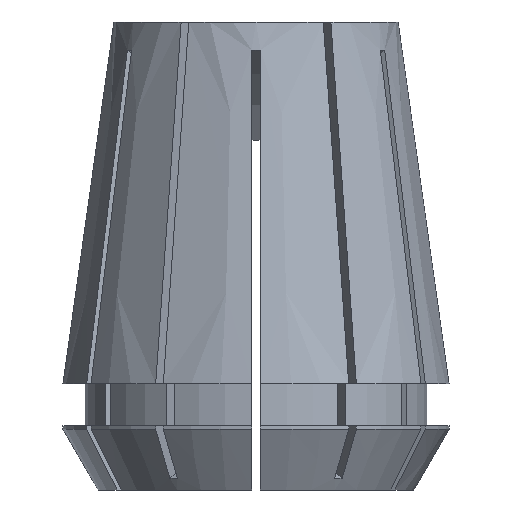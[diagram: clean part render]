
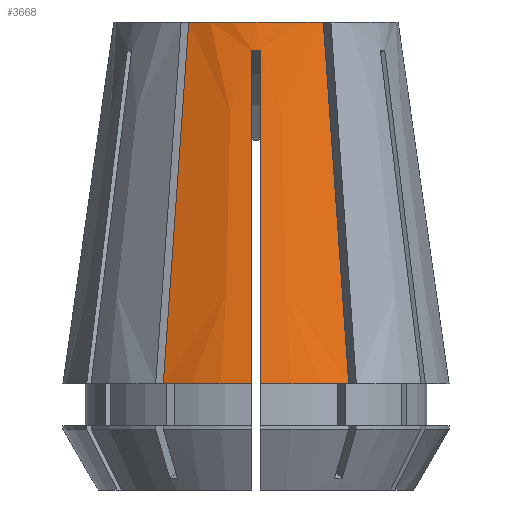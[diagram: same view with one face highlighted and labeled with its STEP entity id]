
A CAD part, front view. The second image highlights one B-rep face of the part: STEP entity #3668.
In plain terms, the highlighted conical face has half-angle 8 degrees and reference radius 16.5 mm.
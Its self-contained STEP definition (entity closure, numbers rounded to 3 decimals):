
#3 = CARTESIAN_POINT ( 'NONE',  ( -0.375, -13.825, -11.902 ) ) ;
#5 = VERTEX_POINT ( 'NONE', #2266 ) ;
#20 = CARTESIAN_POINT ( 'NONE',  ( 7.466, -13.681, -24.391 ) ) ;
#29 = ORIENTED_EDGE ( 'NONE', *, *, #2384, .T. ) ;
#116 = CARTESIAN_POINT ( 'NONE',  ( -6.742, -12.427, -14.091 ) ) ;
#156 = CIRCLE ( 'NONE', #3861, 12.158 ) ;
#219 = CARTESIAN_POINT ( 'NONE',  ( 5.751, -10.711, 0. ) ) ;
#221 = ORIENTED_EDGE ( 'NONE', *, *, #2103, .T. ) ;
#338 = CARTESIAN_POINT ( 'NONE',  ( 7.923, -14.474, -30.9 ) ) ;
#364 = AXIS2_PLACEMENT_3D ( 'NONE', #3315, #1478, #3627 ) ;
#390 = DIRECTION ( 'NONE',  ( 0., 0., -1. ) ) ;
#437 = CARTESIAN_POINT ( 'NONE',  ( -7.466, -13.681, -24.391 ) ) ;
#499 = VERTEX_POINT ( 'NONE', #3918 ) ;
#606 = CARTESIAN_POINT ( 'NONE',  ( 0.375, -16.496, -30.9 ) ) ;
#628 = CARTESIAN_POINT ( 'NONE',  ( 0.375, -15.161, -21.401 ) ) ;
#637 = VERTEX_POINT ( 'NONE', #3833 ) ;
#742 = CARTESIAN_POINT ( 'NONE',  ( -7.923, -14.474, -30.9 ) ) ;
#852 = ORIENTED_EDGE ( 'NONE', *, *, #2405, .F. ) ;
#858 = CARTESIAN_POINT ( 'NONE',  ( 0.375, -13.825, -11.902 ) ) ;
#885 = CARTESIAN_POINT ( 'NONE',  ( 0.375, -12.49, -2.403 ) ) ;
#892 = CARTESIAN_POINT ( 'NONE',  ( 0.375, -12.49, -2.403 ) ) ;
#933 = CARTESIAN_POINT ( 'NONE',  ( 6.246, -11.569, -7.045 ) ) ;
#984 = CIRCLE ( 'NONE', #2794, 16.5 ) ;
#1116 = ORIENTED_EDGE ( 'NONE', *, *, #2726, .F. ) ;
#1195 = CARTESIAN_POINT ( 'NONE',  ( 7.923, -14.474, -30.9 ) ) ;
#1199 = CARTESIAN_POINT ( 'NONE',  ( -5.751, -10.711, 0. ) ) ;
#1204 = VERTEX_POINT ( 'NONE', #219 ) ;
#1314 = CARTESIAN_POINT ( 'NONE',  ( 0.375, -16.496, -30.9 ) ) ;
#1414 = CARTESIAN_POINT ( 'NONE',  ( 0., 0., -30.9 ) ) ;
#1478 = DIRECTION ( 'NONE',  ( 0., 0., 1. ) ) ;
#1602 = CIRCLE ( 'NONE', #364, 16.5 ) ;
#1640 = CARTESIAN_POINT ( 'NONE',  ( -6.246, -11.569, -7.045 ) ) ;
#1646 = ORIENTED_EDGE ( 'NONE', *, *, #2014, .F. ) ;
#1651 = EDGE_LOOP ( 'NONE', ( #852, #1116, #3518, #1689, #29, #221, #1646, #2989 ) ) ;
#1689 = ORIENTED_EDGE ( 'NONE', *, *, #2164, .T. ) ;
#1730 = DIRECTION ( 'NONE',  ( 1., 0., 0. ) ) ;
#1800 = DIRECTION ( 'NONE',  ( 0., 0., 1. ) ) ;
#1831 = CARTESIAN_POINT ( 'NONE',  ( -0.125, -12.497, -2.399 ) ) ;
#1856 = CARTESIAN_POINT ( 'NONE',  ( 7.237, -13.285, -21.136 ) ) ;
#1969 = B_SPLINE_CURVE_WITH_KNOTS ( 'NONE', 3,
 ( #2118, #3667, #3, #2128 ),
 .UNSPECIFIED., .F., .F.,
 ( 4, 4 ),
 ( 0.024, 0.052 ),
 .UNSPECIFIED. ) ;
#2014 = EDGE_CURVE ( 'NONE', #2446, #2334, #3860, .T. ) ;
#2103 = EDGE_CURVE ( 'NONE', #637, #2334, #3220, .T. ) ;
#2118 = CARTESIAN_POINT ( 'NONE',  ( -0.375, -16.496, -30.9 ) ) ;
#2126 = CARTESIAN_POINT ( 'NONE',  ( -0.375, -12.49, -2.403 ) ) ;
#2128 = CARTESIAN_POINT ( 'NONE',  ( -0.375, -12.49, -2.403 ) ) ;
#2158 = CARTESIAN_POINT ( 'NONE',  ( 7.695, -14.077, -27.645 ) ) ;
#2164 = EDGE_CURVE ( 'NONE', #499, #5, #984, .T. ) ;
#2251 = CARTESIAN_POINT ( 'NONE',  ( -7.237, -13.285, -21.136 ) ) ;
#2255 = EDGE_CURVE ( 'NONE', #2446, #3445, #1602, .T. ) ;
#2266 = CARTESIAN_POINT ( 'NONE',  ( -0.375, -16.496, -30.9 ) ) ;
#2292 = AXIS2_PLACEMENT_3D ( 'NONE', #2519, #390, #3754 ) ;
#2318 = VERTEX_POINT ( 'NONE', #1199 ) ;
#2334 = VERTEX_POINT ( 'NONE', #3326 ) ;
#2384 = EDGE_CURVE ( 'NONE', #5, #637, #1969, .T. ) ;
#2404 = CARTESIAN_POINT ( 'NONE',  ( 0.125, -12.497, -2.399 ) ) ;
#2405 = EDGE_CURVE ( 'NONE', #1204, #3445, #2944, .T. ) ;
#2446 = VERTEX_POINT ( 'NONE', #1314 ) ;
#2455 = EDGE_CURVE ( 'NONE', #2318, #499, #2579, .T. ) ;
#2519 = CARTESIAN_POINT ( 'NONE',  ( 0., 0., -30.9 ) ) ;
#2559 = CARTESIAN_POINT ( 'NONE',  ( -7.695, -14.077, -27.645 ) ) ;
#2579 = B_SPLINE_CURVE_WITH_KNOTS ( 'NONE', 3,
 ( #3799, #1640, #116, #2251, #437, #2559, #742 ),
 .UNSPECIFIED., .F., .F.,
 ( 4, 3, 4 ),
 ( 0., 0.021, 0.031 ),
 .UNSPECIFIED. ) ;
#2726 = EDGE_CURVE ( 'NONE', #2318, #1204, #156, .T. ) ;
#2794 = AXIS2_PLACEMENT_3D ( 'NONE', #1414, #3565, #1730 ) ;
#2941 = FACE_OUTER_BOUND ( 'NONE', #1651, .T. ) ;
#2944 = B_SPLINE_CURVE_WITH_KNOTS ( 'NONE', 3,
 ( #3075, #933, #3703, #1856, #20, #2158, #338 ),
 .UNSPECIFIED., .F., .F.,
 ( 4, 3, 4 ),
 ( 0., 0.021, 0.031 ),
 .UNSPECIFIED. ) ;
#2989 = ORIENTED_EDGE ( 'NONE', *, *, #2255, .T. ) ;
#3075 = CARTESIAN_POINT ( 'NONE',  ( 5.751, -10.711, 0. ) ) ;
#3220 = B_SPLINE_CURVE_WITH_KNOTS ( 'NONE', 3,
 ( #2126, #1831, #2404, #885 ),
 .UNSPECIFIED., .F., .F.,
 ( 4, 4 ),
 ( 0., 0.001 ),
 .UNSPECIFIED. ) ;
#3315 = CARTESIAN_POINT ( 'NONE',  ( 0., 0., -30.9 ) ) ;
#3326 = CARTESIAN_POINT ( 'NONE',  ( 0.375, -12.49, -2.403 ) ) ;
#3445 = VERTEX_POINT ( 'NONE', #1195 ) ;
#3518 = ORIENTED_EDGE ( 'NONE', *, *, #2455, .T. ) ;
#3565 = DIRECTION ( 'NONE',  ( 0., 0., 1. ) ) ;
#3581 = CONICAL_SURFACE ( 'NONE', #2292, 16.5, 0.14 ) ;
#3627 = DIRECTION ( 'NONE',  ( 1., 0., 0. ) ) ;
#3644 = CARTESIAN_POINT ( 'NONE',  ( 0., 0., 0. ) ) ;
#3667 = CARTESIAN_POINT ( 'NONE',  ( -0.375, -15.161, -21.401 ) ) ;
#3668 = ADVANCED_FACE ( 'NONE', ( #2941 ), #3581, .T. ) ;
#3703 = CARTESIAN_POINT ( 'NONE',  ( 6.742, -12.427, -14.091 ) ) ;
#3754 = DIRECTION ( 'NONE',  ( -1., 0., 0. ) ) ;
#3799 = CARTESIAN_POINT ( 'NONE',  ( -5.751, -10.711, 0. ) ) ;
#3833 = CARTESIAN_POINT ( 'NONE',  ( -0.375, -12.49, -2.403 ) ) ;
#3860 = B_SPLINE_CURVE_WITH_KNOTS ( 'NONE', 3,
 ( #606, #628, #858, #892 ),
 .UNSPECIFIED., .F., .F.,
 ( 4, 4 ),
 ( 0.024, 0.052 ),
 .UNSPECIFIED. ) ;
#3861 = AXIS2_PLACEMENT_3D ( 'NONE', #3644, #1800, #3955 ) ;
#3918 = CARTESIAN_POINT ( 'NONE',  ( -7.923, -14.474, -30.9 ) ) ;
#3955 = DIRECTION ( 'NONE',  ( 1., 0., 0. ) ) ;
